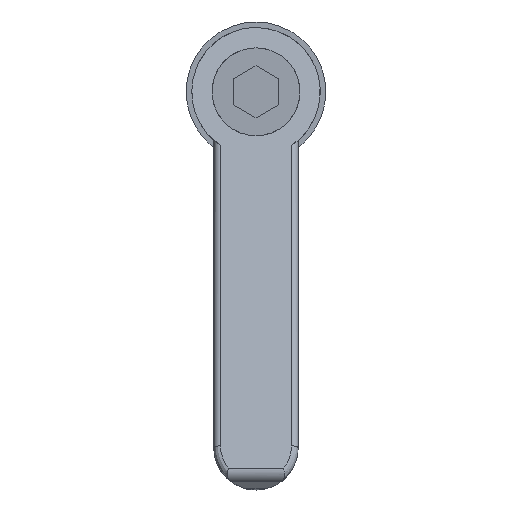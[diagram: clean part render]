
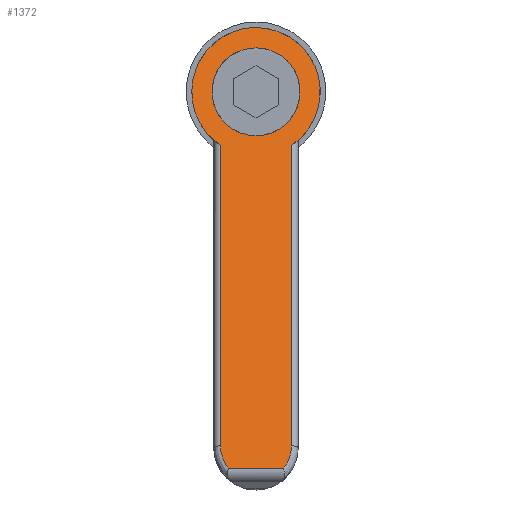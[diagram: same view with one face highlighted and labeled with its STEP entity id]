
A CAD part, front view. The second image highlights one B-rep face of the part: STEP entity #1372.
In plain terms, the highlighted planar face has unit normal (0, -0.959, 0.282).
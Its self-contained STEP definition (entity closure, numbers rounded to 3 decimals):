
#960=CARTESIAN_POINT('',(0.,-0.872,0.285));
#961=VERTEX_POINT('',#960);
#1002=CARTESIAN_POINT('',(-0.157,-1.025,-0.237));
#1003=VERTEX_POINT('',#1002);
#1017=CARTESIAN_POINT('',(0.,-0.955,0.));
#1018=DIRECTION('',(0.,0.959,-0.282));
#1019=DIRECTION('',(0.,-0.282,-0.959));
#1020=AXIS2_PLACEMENT_3D('',#1017,#1018,#1019);
#1021=ELLIPSE('',#1020,0.297,0.285);
#1022=EDGE_CURVE('',#1003,#961,#1021,.T.);
#1141=CARTESIAN_POINT('',(0.,-1.013,-0.195));
#1142=VERTEX_POINT('',#1141);
#1158=CARTESIAN_POINT('',(0.,-0.898,0.195));
#1159=VERTEX_POINT('',#1158);
#1166=CARTESIAN_POINT('',(0.,-0.955,0.));
#1167=DIRECTION('',(0.,0.959,-0.282));
#1168=DIRECTION('',(0.,-0.282,-0.959));
#1169=AXIS2_PLACEMENT_3D('',#1166,#1167,#1168);
#1170=ELLIPSE('',#1169,0.203,0.195);
#1171=EDGE_CURVE('',#1142,#1159,#1170,.T.);
#1271=CARTESIAN_POINT('',(0.157,-1.025,-0.237));
#1272=VERTEX_POINT('',#1271);
#1286=CARTESIAN_POINT('',(0.157,-1.417,-1.572));
#1287=VERTEX_POINT('',#1286);
#1288=CARTESIAN_POINT('',(0.157,-1.025,-0.237));
#1289=DIRECTION('',(0.,-0.282,-0.959));
#1290=VECTOR('',#1289,1.391);
#1291=LINE('',#1288,#1290);
#1292=EDGE_CURVE('',#1272,#1287,#1291,.T.);
#1305=CARTESIAN_POINT('',(0.187,-0.872,0.285));
#1306=DIRECTION('',(0.,-0.959,0.282));
#1307=DIRECTION('',(0.,-0.282,-0.959));
#1308=AXIS2_PLACEMENT_3D('',#1305,#1306,#1307);
#1309=PLANE('',#1308);
#1310=ORIENTED_EDGE('',*,*,#1022,.F.);
#1311=CARTESIAN_POINT('',(-0.157,-1.417,-1.572));
#1312=VERTEX_POINT('',#1311);
#1313=CARTESIAN_POINT('',(-0.157,-1.417,-1.572));
#1314=DIRECTION('',(0.,0.282,0.959));
#1315=VECTOR('',#1314,1.391);
#1316=LINE('',#1313,#1315);
#1317=EDGE_CURVE('',#1312,#1003,#1316,.T.);
#1318=ORIENTED_EDGE('',*,*,#1317,.F.);
#1319=CARTESIAN_POINT('',(-0.122,-1.446,-1.671));
#1320=VERTEX_POINT('',#1319);
#1321=CARTESIAN_POINT('',(0.,-1.417,-1.572));
#1322=DIRECTION('',(0.,0.959,-0.282));
#1323=DIRECTION('',(0.,-0.282,-0.959));
#1324=AXIS2_PLACEMENT_3D('',#1321,#1322,#1323);
#1325=ELLIPSE('',#1324,0.164,0.157);
#1326=EDGE_CURVE('',#1320,#1312,#1325,.T.);
#1327=ORIENTED_EDGE('',*,*,#1326,.F.);
#1328=CARTESIAN_POINT('',(0.122,-1.446,-1.671));
#1329=VERTEX_POINT('',#1328);
#1330=CARTESIAN_POINT('',(0.122,-1.446,-1.671));
#1331=DIRECTION('',(-1.0,0.0,0.0));
#1332=VECTOR('',#1331,0.245);
#1333=LINE('',#1330,#1332);
#1334=EDGE_CURVE('',#1329,#1320,#1333,.T.);
#1335=ORIENTED_EDGE('',*,*,#1334,.F.);
#1336=CARTESIAN_POINT('',(0.,-1.417,-1.572));
#1337=DIRECTION('',(0.,0.959,-0.282));
#1338=DIRECTION('',(0.,-0.282,-0.959));
#1339=AXIS2_PLACEMENT_3D('',#1336,#1337,#1338);
#1340=ELLIPSE('',#1339,0.164,0.157);
#1341=EDGE_CURVE('',#1287,#1329,#1340,.T.);
#1342=ORIENTED_EDGE('',*,*,#1341,.F.);
#1343=ORIENTED_EDGE('',*,*,#1292,.F.);
#1344=CARTESIAN_POINT('',(0.,-0.955,0.));
#1345=DIRECTION('',(0.,0.959,-0.282));
#1346=DIRECTION('',(0.,-0.282,-0.959));
#1347=AXIS2_PLACEMENT_3D('',#1344,#1345,#1346);
#1348=ELLIPSE('',#1347,0.297,0.285);
#1349=EDGE_CURVE('',#961,#1272,#1348,.T.);
#1350=ORIENTED_EDGE('',*,*,#1349,.F.);
#1351=EDGE_LOOP('',(#1310,#1318,#1327,#1335,#1342,#1343,#1350));
#1352=FACE_OUTER_BOUND('',#1351,.T.);
#1353=CARTESIAN_POINT('',(0.187,-0.94,0.054));
#1354=VERTEX_POINT('',#1353);
#1355=CARTESIAN_POINT('',(0.,-0.955,0.));
#1356=DIRECTION('',(0.,0.959,-0.282));
#1357=DIRECTION('',(0.,-0.282,-0.959));
#1358=AXIS2_PLACEMENT_3D('',#1355,#1356,#1357);
#1359=ELLIPSE('',#1358,0.203,0.195);
#1360=EDGE_CURVE('',#1354,#1142,#1359,.T.);
#1361=ORIENTED_EDGE('',*,*,#1360,.T.);
#1362=ORIENTED_EDGE('',*,*,#1171,.T.);
#1363=CARTESIAN_POINT('',(0.,-0.955,0.));
#1364=DIRECTION('',(0.,0.959,-0.282));
#1365=DIRECTION('',(0.,-0.282,-0.959));
#1366=AXIS2_PLACEMENT_3D('',#1363,#1364,#1365);
#1367=ELLIPSE('',#1366,0.203,0.195);
#1368=EDGE_CURVE('',#1159,#1354,#1367,.T.);
#1369=ORIENTED_EDGE('',*,*,#1368,.T.);
#1370=EDGE_LOOP('',(#1361,#1362,#1369));
#1371=FACE_BOUND('',#1370,.T.);
#1372=ADVANCED_FACE('',(#1352,#1371),#1309,.T.);
